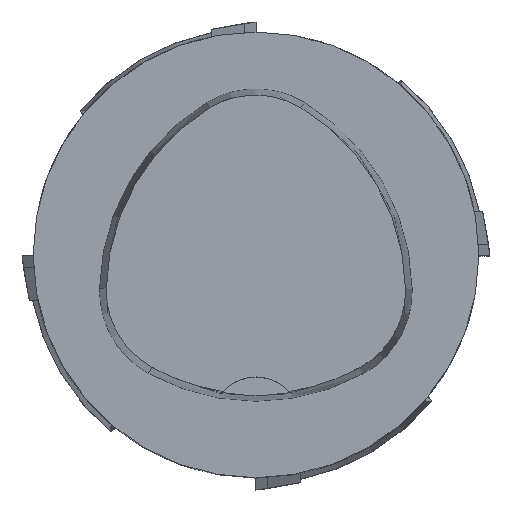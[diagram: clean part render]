
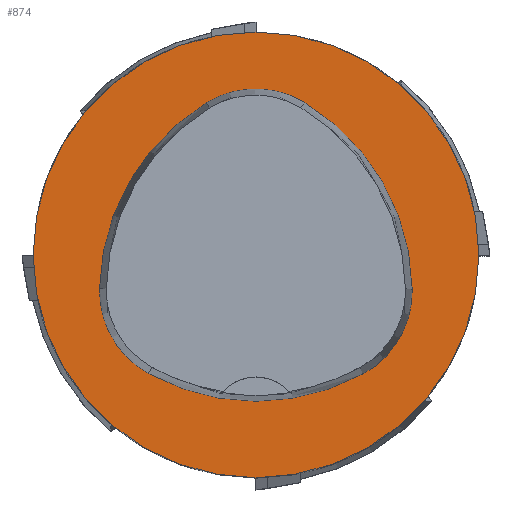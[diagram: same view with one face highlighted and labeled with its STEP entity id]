
A CAD part, top view. The second image highlights one B-rep face of the part: STEP entity #874.
In plain terms, the highlighted planar face has unit normal (0, 0, 1).
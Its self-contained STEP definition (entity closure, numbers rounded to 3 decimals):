
#138=PLANE('',#4856);
#694=FACE_BOUND('',#1474,.T.);
#695=FACE_BOUND('',#1475,.T.);
#874=ADVANCED_FACE('',(#694,#695),#138,.T.);
#1474=EDGE_LOOP('',(#2265,#2266,#2267,#2268,#2269,#2270));
#1475=EDGE_LOOP('',(#2271));
#1797=CIRCLE('',#4848,20.);
#1798=CIRCLE('',#4850,8.5);
#1799=CIRCLE('',#4851,20.);
#1800=CIRCLE('',#4852,8.5);
#1801=CIRCLE('',#4853,20.);
#1802=CIRCLE('',#4854,8.5);
#1803=CIRCLE('',#4855,20.);
#2265=ORIENTED_EDGE('',*,*,#3957,.T.);
#2266=ORIENTED_EDGE('',*,*,#3958,.T.);
#2267=ORIENTED_EDGE('',*,*,#3959,.T.);
#2268=ORIENTED_EDGE('',*,*,#3960,.T.);
#2269=ORIENTED_EDGE('',*,*,#3961,.T.);
#2270=ORIENTED_EDGE('',*,*,#3962,.T.);
#2271=ORIENTED_EDGE('',*,*,#3956,.F.);
#3469=VERTEX_POINT('',#7672);
#3470=VERTEX_POINT('',#7675);
#3471=VERTEX_POINT('',#7676);
#3472=VERTEX_POINT('',#7678);
#3473=VERTEX_POINT('',#7680);
#3474=VERTEX_POINT('',#7682);
#3475=VERTEX_POINT('',#7684);
#3956=EDGE_CURVE('',#3469,#3469,#1797,.T.);
#3957=EDGE_CURVE('',#3470,#3471,#1798,.T.);
#3958=EDGE_CURVE('',#3471,#3472,#1799,.T.);
#3959=EDGE_CURVE('',#3472,#3473,#1800,.T.);
#3960=EDGE_CURVE('',#3473,#3474,#1801,.T.);
#3961=EDGE_CURVE('',#3474,#3475,#1802,.T.);
#3962=EDGE_CURVE('',#3475,#3470,#1803,.T.);
#4848=AXIS2_PLACEMENT_3D('',#7671,#5566,#5567);
#4850=AXIS2_PLACEMENT_3D('',#7674,#5570,#5571);
#4851=AXIS2_PLACEMENT_3D('',#7677,#5572,#5573);
#4852=AXIS2_PLACEMENT_3D('',#7679,#5574,#5575);
#4853=AXIS2_PLACEMENT_3D('',#7681,#5576,#5577);
#4854=AXIS2_PLACEMENT_3D('',#7683,#5578,#5579);
#4855=AXIS2_PLACEMENT_3D('',#7685,#5580,#5581);
#4856=AXIS2_PLACEMENT_3D('',#7686,#5582,#5583);
#5566=DIRECTION('',(0.,0.,-1.));
#5567=DIRECTION('',(-1.,0.,0.));
#5570=DIRECTION('',(0.,0.,-1.));
#5571=DIRECTION('',(-1.,0.,0.));
#5572=DIRECTION('',(0.,0.,-1.));
#5573=DIRECTION('',(-1.,0.,0.));
#5574=DIRECTION('',(0.,0.,-1.));
#5575=DIRECTION('',(-1.,0.,0.));
#5576=DIRECTION('',(0.,0.,-1.));
#5577=DIRECTION('',(-1.,0.,0.));
#5578=DIRECTION('',(0.,0.,-1.));
#5579=DIRECTION('',(-1.,0.,0.));
#5580=DIRECTION('',(0.,0.,-1.));
#5581=DIRECTION('',(-1.,0.,0.));
#5582=DIRECTION('',(0.,0.,1.));
#5583=DIRECTION('',(1.,0.,0.));
#7671=CARTESIAN_POINT('',(0.,0.,0.));
#7672=CARTESIAN_POINT('',(-20.,0.,0.));
#7674=CARTESIAN_POINT('',(-5.543,-3.2,0.));
#7675=CARTESIAN_POINT('',(-9.655,-10.639,0.));
#7676=CARTESIAN_POINT('',(-14.041,-3.042,0.));
#7677=CARTESIAN_POINT('',(5.955,-3.414,0.));
#7678=CARTESIAN_POINT('',(-4.472,13.653,0.));
#7679=CARTESIAN_POINT('',(-0.04,6.4,0.));
#7680=CARTESIAN_POINT('',(4.347,13.68,0.));
#7681=CARTESIAN_POINT('',(-5.976,-3.45,0.));
#7682=CARTESIAN_POINT('',(14.021,-3.075,0.));
#7683=CARTESIAN_POINT('',(5.522,-3.235,0.));
#7684=CARTESIAN_POINT('',(9.588,-10.699,0.));
#7685=CARTESIAN_POINT('',(0.022,6.864,0.));
#7686=CARTESIAN_POINT('',(0.,0.,0.));
